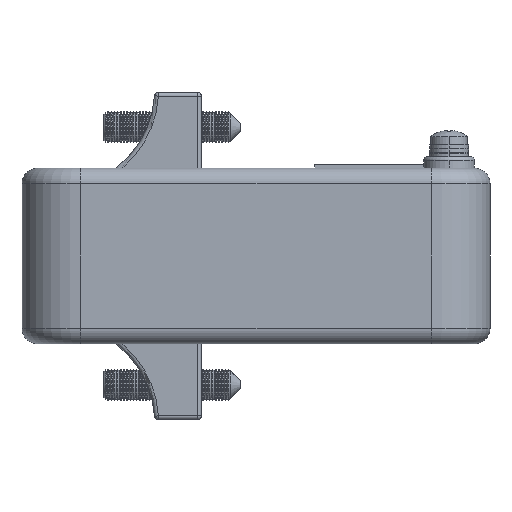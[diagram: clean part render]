
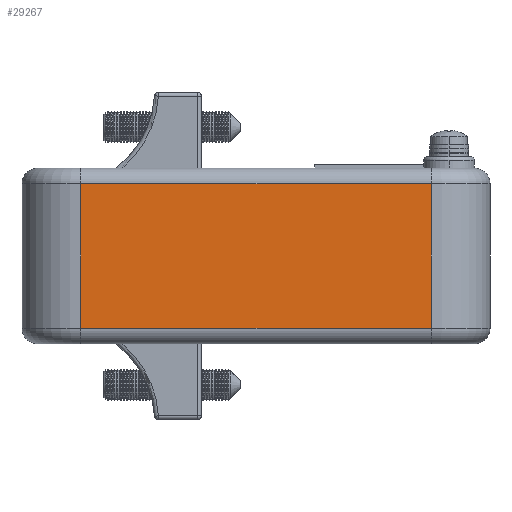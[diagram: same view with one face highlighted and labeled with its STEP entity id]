
A CAD part, left-side view. The second image highlights one B-rep face of the part: STEP entity #29267.
In plain terms, the highlighted planar face has unit normal (-1, 0, 0).
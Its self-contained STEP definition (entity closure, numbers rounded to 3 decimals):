
#1678 = CARTESIAN_POINT ( 'NONE',  ( 0., -15., 45. ) ) ;
#2021 = VERTEX_POINT ( 'NONE', #24781 ) ;
#3924 = EDGE_LOOP ( 'NONE', ( #6490, #15452, #23569, #29375 ) ) ;
#4339 = VERTEX_POINT ( 'NONE', #5459 ) ;
#5459 = CARTESIAN_POINT ( 'NONE',  ( 0., -15., 4. ) ) ;
#5737 = VERTEX_POINT ( 'NONE', #13432 ) ;
#6490 = ORIENTED_EDGE ( 'NONE', *, *, #25242, .T. ) ;
#6504 = FACE_OUTER_BOUND ( 'NONE', #3924, .T. ) ;
#6617 = DIRECTION ( 'NONE',  ( 0., 1., 0. ) ) ;
#7087 = CARTESIAN_POINT ( 'NONE',  ( 0., -105., 45. ) ) ;
#10956 = EDGE_CURVE ( 'NONE', #4339, #2021, #26822, .T. ) ;
#10997 = CARTESIAN_POINT ( 'NONE',  ( 0., -15., 41. ) ) ;
#11186 = DIRECTION ( 'NONE',  ( 0., 0., -1. ) ) ;
#11786 = LINE ( 'NONE', #16937, #30572 ) ;
#12727 = CARTESIAN_POINT ( 'NONE',  ( 0., -15., 4. ) ) ;
#13432 = CARTESIAN_POINT ( 'NONE',  ( 0., -105., 41. ) ) ;
#13523 = VERTEX_POINT ( 'NONE', #30408 ) ;
#14907 = DIRECTION ( 'NONE',  ( 0., -1., 0. ) ) ;
#15452 = ORIENTED_EDGE ( 'NONE', *, *, #10956, .T. ) ;
#16788 = DIRECTION ( 'NONE',  ( 0., 0., -1. ) ) ;
#16937 = CARTESIAN_POINT ( 'NONE',  ( 0., -15., 45. ) ) ;
#17539 = DIRECTION ( 'NONE',  ( 1., 0., 0. ) ) ;
#17882 = VECTOR ( 'NONE', #11186, 1000. ) ;
#18223 = LINE ( 'NONE', #10997, #22032 ) ;
#22032 = VECTOR ( 'NONE', #6617, 1000. ) ;
#22111 = EDGE_CURVE ( 'NONE', #5737, #2021, #28531, .T. ) ;
#23569 = ORIENTED_EDGE ( 'NONE', *, *, #22111, .F. ) ;
#23823 = VECTOR ( 'NONE', #14907, 1000. ) ;
#24781 = CARTESIAN_POINT ( 'NONE',  ( 0., -105., 4. ) ) ;
#25139 = EDGE_CURVE ( 'NONE', #5737, #13523, #18223, .T. ) ;
#25242 = EDGE_CURVE ( 'NONE', #13523, #4339, #11786, .T. ) ;
#25571 = AXIS2_PLACEMENT_3D ( 'NONE', #1678, #17539, #27080 ) ;
#26822 = LINE ( 'NONE', #12727, #23823 ) ;
#27080 = DIRECTION ( 'NONE',  ( 0., 1., 0. ) ) ;
#27818 = PLANE ( 'NONE',  #25571 ) ;
#28531 = LINE ( 'NONE', #7087, #17882 ) ;
#29267 = ADVANCED_FACE ( 'NONE', ( #6504 ), #27818, .F. ) ;
#29375 = ORIENTED_EDGE ( 'NONE', *, *, #25139, .T. ) ;
#30408 = CARTESIAN_POINT ( 'NONE',  ( 0., -15., 41. ) ) ;
#30572 = VECTOR ( 'NONE', #16788, 1000. ) ;
